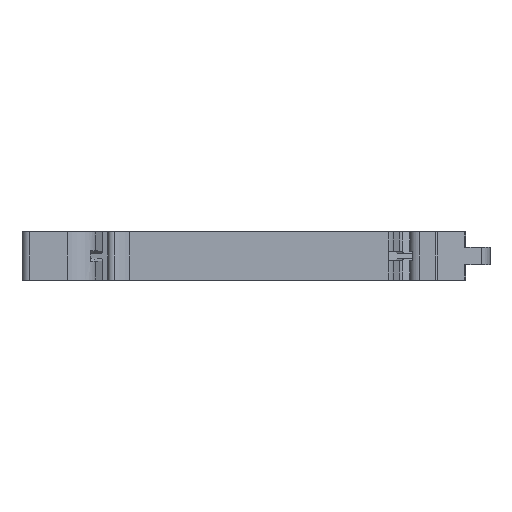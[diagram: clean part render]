
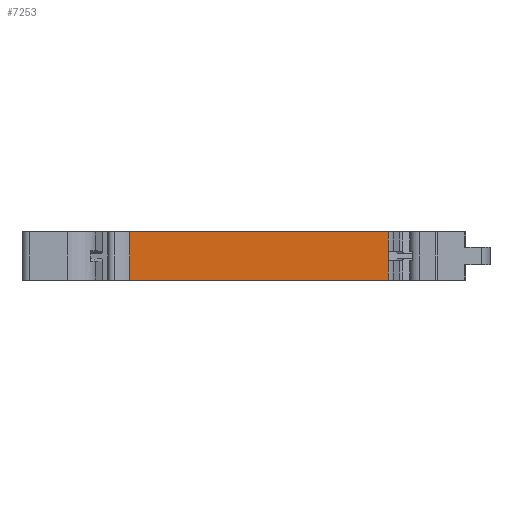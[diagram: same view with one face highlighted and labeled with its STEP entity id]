
A CAD part, front view. The second image highlights one B-rep face of the part: STEP entity #7253.
In plain terms, the highlighted planar face has unit normal (0, -1, 0).
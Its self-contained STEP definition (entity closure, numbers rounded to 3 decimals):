
#2334=DIRECTION('',(0.,0.,1.));
#2335=VECTOR('',#2334,1.);
#2336=CARTESIAN_POINT('',(13.485,-18.7,-0.5));
#2337=LINE('',#2336,#2335);
#2586=DIRECTION('',(0.,0.,-1.));
#2587=VECTOR('',#2586,2.);
#2588=CARTESIAN_POINT('',(13.485,-18.7,-0.5));
#2589=LINE('',#2588,#2587);
#2590=DIRECTION('',(-1.,0.,0.));
#2591=VECTOR('',#2590,26.794);
#2592=CARTESIAN_POINT('',(13.486,-18.7,-2.5));
#2593=LINE('',#2592,#2591);
#2594=DIRECTION('',(1.,0.,0.));
#2595=VECTOR('',#2594,26.794);
#2596=CARTESIAN_POINT('',(-13.308,-18.7,2.5));
#2597=LINE('',#2596,#2595);
#2598=DIRECTION('',(0.,0.,-1.));
#2599=VECTOR('',#2598,2.);
#2600=CARTESIAN_POINT('',(13.486,-18.7,2.5));
#2601=LINE('',#2600,#2599);
#2602=DIRECTION('',(0.,0.,-1.));
#2603=VECTOR('',#2602,5.);
#2604=CARTESIAN_POINT('',(-13.308,-18.7,2.5));
#2605=LINE('',#2604,#2603);
#2830=CARTESIAN_POINT('',(13.486,-18.7,-2.5));
#2831=VERTEX_POINT('',#2830);
#2850=CARTESIAN_POINT('',(13.486,-18.7,2.5));
#2851=VERTEX_POINT('',#2850);
#2876=CARTESIAN_POINT('',(-13.308,-18.7,-2.5));
#2877=VERTEX_POINT('',#2876);
#2878=CARTESIAN_POINT('',(-13.308,-18.7,2.5));
#2879=VERTEX_POINT('',#2878);
#2980=CARTESIAN_POINT('',(13.485,-18.7,0.5));
#2981=VERTEX_POINT('',#2980);
#2982=CARTESIAN_POINT('',(13.485,-18.7,-0.5));
#2983=VERTEX_POINT('',#2982);
#7239=CARTESIAN_POINT('',(13.486,-18.7,3.));
#7240=DIRECTION('',(0.,1.,0.));
#7241=DIRECTION('',(-1.,0.,0.));
#7242=AXIS2_PLACEMENT_3D('',#7239,#7240,#7241);
#7243=PLANE('',#7242);
#7244=ORIENTED_EDGE('',*,*,#6822,.F.);
#7245=ORIENTED_EDGE('',*,*,#7234,.T.);
#7246=ORIENTED_EDGE('',*,*,#3723,.T.);
#7248=ORIENTED_EDGE('',*,*,#7247,.F.);
#7249=ORIENTED_EDGE('',*,*,#4630,.T.);
#7250=ORIENTED_EDGE('',*,*,#7219,.T.);
#7251=EDGE_LOOP('',(#7244,#7245,#7246,#7248,#7249,#7250));
#7252=FACE_OUTER_BOUND('',#7251,.F.);
#7253=ADVANCED_FACE('',(#7252),#7243,.F.);
#3723=EDGE_CURVE('',#2831,#2877,#2593,.T.);
#4630=EDGE_CURVE('',#2879,#2851,#2597,.T.);
#6822=EDGE_CURVE('',#2983,#2981,#2337,.T.);
#7219=EDGE_CURVE('',#2851,#2981,#2601,.T.);
#7234=EDGE_CURVE('',#2983,#2831,#2589,.T.);
#7247=EDGE_CURVE('',#2879,#2877,#2605,.T.);
